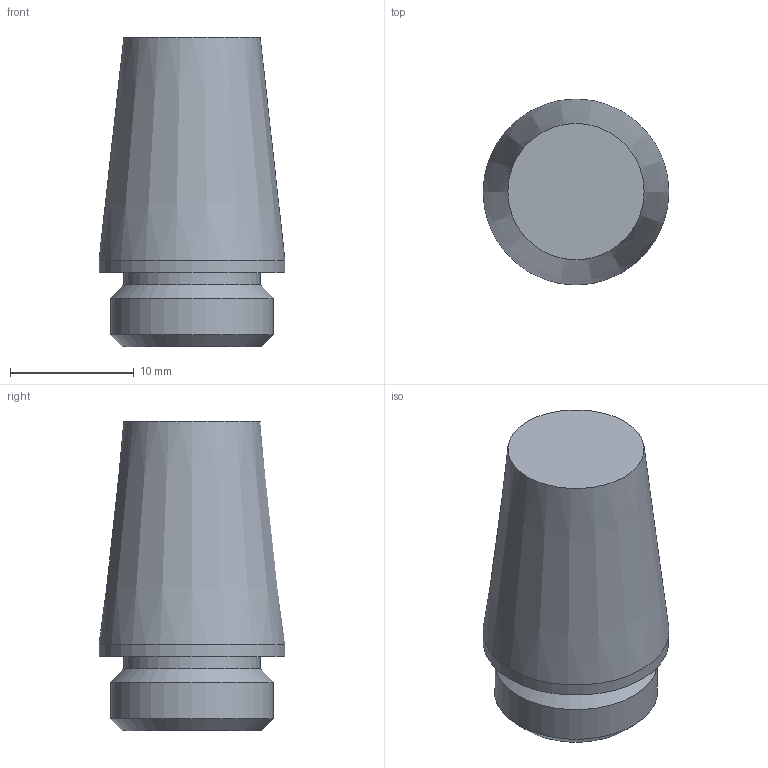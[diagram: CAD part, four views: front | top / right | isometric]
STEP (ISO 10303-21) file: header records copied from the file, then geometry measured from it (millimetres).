
FILE_DESCRIPTION(/* description */ (''),/* implementation_level */ '2;1');
FILE_NAME(/* name */ '303013_SC_G14_04.04.19',/* time_stamp */ '2019-04-04T10:29:00+02:00',/* author */ (''),/* organization */ (''),/* preprocessor_version */ 'ST-DEVELOPER v16.5',/* originating_system */ 'HiCAD 2016 2102.3 Build 808',/* authorisation */ '');
FILE_SCHEMA (('AUTOMOTIVE_DESIGN { 1 0 10303 214 1 1 1 1 }'));
Length unit declared in the file: millimetre
Products named in the file (3): Root; 303013_Gewinde; 303013_Dämpfer
Assembly tree (2 placements, depth 2):
  Root
    303013_Gewinde
    303013_Dämpfer
Bounding box: 15 x 15 x 25 mm (x, y, z)
Volume: 2120.9 mm3; surface area: 2300.2 mm2
Topology: 2 solids, 2 shells, 19 faces, 34 edges, 23 vertices
Faces by surface type: plane 8, cylinder 6, cone 5
Full cylindrical faces by diameter (mm): 9 x1, 11 x3, 13.157 x1, 15 x1
Entity records: 617 total; most frequent: DIRECTION 82, CARTESIAN_POINT 59, AXIS2_PLACEMENT_3D 41, PRESENTATION_STYLE_ASSIGNMENT 38, COLOUR_RGB 37, DRAUGHTING_PRE_DEFINED_CURVE_FONT 36, CURVE_STYLE 36, OVER_RIDING_STYLED_ITEM 36
